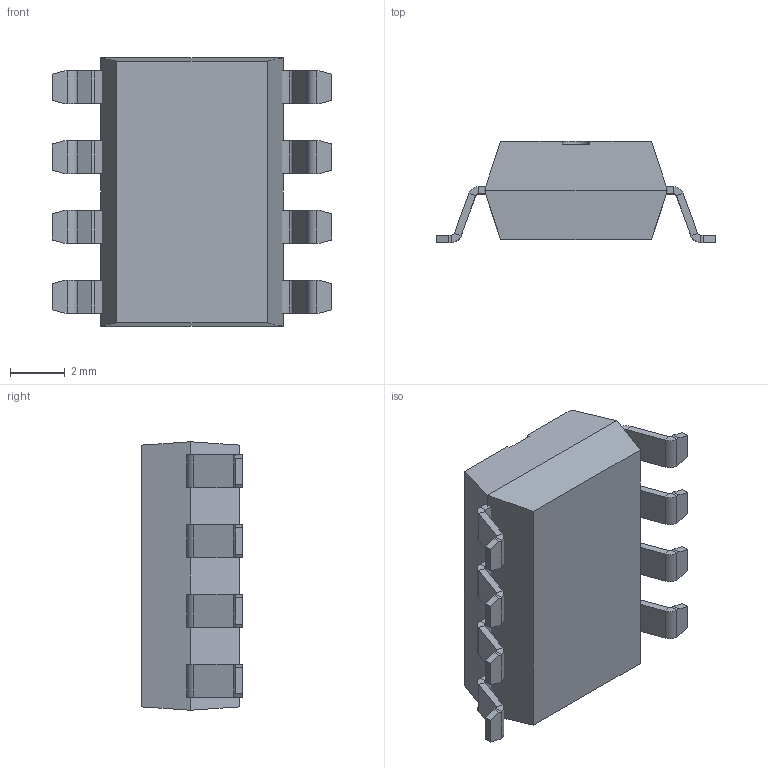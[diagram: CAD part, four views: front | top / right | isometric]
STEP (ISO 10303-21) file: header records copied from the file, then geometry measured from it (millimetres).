
FILE_DESCRIPTION (( 'STEP AP214' ), '1' );
FILE_NAME ('DIP8-OP9.STEP', '2015-12-12T20:50:47', ( '' ), ( '' ), 'SwSTEP 2.0', 'SolidWorks 2015', '' );
FILE_SCHEMA (( 'AUTOMOTIVE_DESIGN' ));
Length unit declared in the file: millimetre
Products named in the file (2): DIP8-OP9
Bounding box: 10.16 x 3.66 x 9.77 mm (x, y, z)
Volume: 241.7 mm3; surface area: 636.9 mm2
Topology: 4 solids, 4 shells, 194 faces, 430 edges, 244 vertices
Faces by surface type: plane 161, cylinder 33
Entity records: 5366 total; most frequent: DIRECTION 886, CARTESIAN_POINT 876, ORIENTED_EDGE 860, EDGE_CURVE 430, VECTOR 362, LINE 362, AXIS2_PLACEMENT_3D 262, VERTEX_POINT 244
